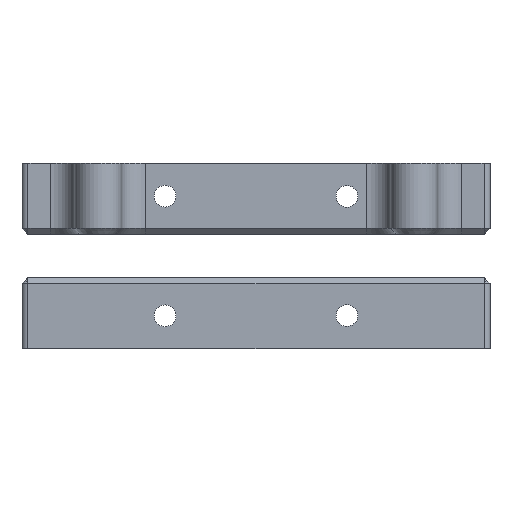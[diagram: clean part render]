
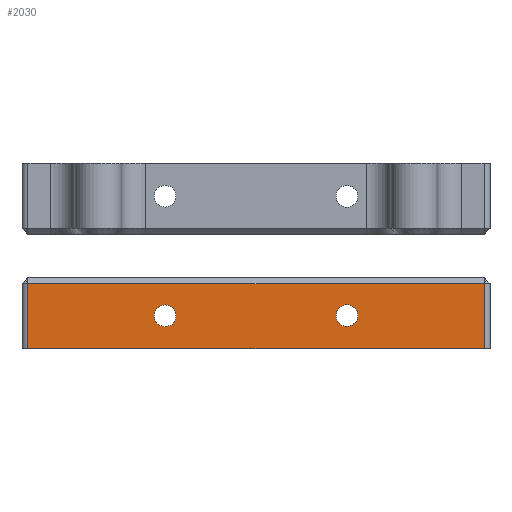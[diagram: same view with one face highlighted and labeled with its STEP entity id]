
A CAD part, front view. The second image highlights one B-rep face of the part: STEP entity #2030.
In plain terms, the highlighted planar face has unit normal (0, -1, 0).
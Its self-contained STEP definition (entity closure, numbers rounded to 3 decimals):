
#32=FACE_BOUND('',#332,.T.);
#33=FACE_BOUND('',#333,.T.);
#188=FACE_OUTER_BOUND('',#331,.T.);
#331=EDGE_LOOP('',(#1632,#1633,#1634,#1635));
#332=EDGE_LOOP('',(#1636));
#333=EDGE_LOOP('',(#1637));
#434=LINE('',#3039,#612);
#463=LINE('',#3178,#641);
#467=LINE('',#3188,#645);
#479=LINE('',#3222,#657);
#612=VECTOR('',#2401,10.);
#641=VECTOR('',#2532,10.);
#645=VECTOR('',#2542,10.);
#657=VECTOR('',#2572,10.);
#808=CIRCLE('',#2191,2.75);
#811=CIRCLE('',#2196,2.75);
#885=VERTEX_POINT('',#3033);
#887=VERTEX_POINT('',#3037);
#924=VERTEX_POINT('',#3177);
#927=VERTEX_POINT('',#3187);
#942=VERTEX_POINT('',#3226);
#945=VERTEX_POINT('',#3236);
#1074=EDGE_CURVE('',#887,#885,#434,.T.);
#1134=EDGE_CURVE('',#885,#924,#463,.T.);
#1139=EDGE_CURVE('',#924,#927,#467,.T.);
#1157=EDGE_CURVE('',#927,#887,#479,.T.);
#1160=EDGE_CURVE('',#942,#942,#808,.T.);
#1165=EDGE_CURVE('',#945,#945,#811,.T.);
#1632=ORIENTED_EDGE('',*,*,#1074,.F.);
#1633=ORIENTED_EDGE('',*,*,#1157,.F.);
#1634=ORIENTED_EDGE('',*,*,#1139,.F.);
#1635=ORIENTED_EDGE('',*,*,#1134,.F.);
#1636=ORIENTED_EDGE('',*,*,#1160,.T.);
#1637=ORIENTED_EDGE('',*,*,#1165,.T.);
#1932=PLANE('',#2227);
#2030=ADVANCED_FACE('',(#188,#32,#33),#1932,.T.);
#2191=AXIS2_PLACEMENT_3D('',#3228,#2578,#2579);
#2196=AXIS2_PLACEMENT_3D('',#3238,#2590,#2591);
#2227=AXIS2_PLACEMENT_3D('',#3308,#2676,#2677);
#2401=DIRECTION('',(1.,0.,0.));
#2532=DIRECTION('',(0.,0.,-1.));
#2542=DIRECTION('',(-1.,0.,0.));
#2572=DIRECTION('',(0.,0.,1.));
#2578=DIRECTION('center_axis',(0.,1.,0.));
#2579=DIRECTION('ref_axis',(0.,0.,1.));
#2590=DIRECTION('center_axis',(0.,1.,0.));
#2591=DIRECTION('ref_axis',(0.,0.,1.));
#2676=DIRECTION('center_axis',(0.,-1.,0.));
#2677=DIRECTION('ref_axis',(1.,0.,0.));
#3033=CARTESIAN_POINT('',(57.7,-6.,2.5));
#3037=CARTESIAN_POINT('',(-57.7,-6.,2.5));
#3039=CARTESIAN_POINT('',(-55.4,-6.,2.5));
#3177=CARTESIAN_POINT('',(57.7,-6.,-14.));
#3178=CARTESIAN_POINT('',(57.7,-6.,0.));
#3187=CARTESIAN_POINT('',(-57.7,-6.,-14.));
#3188=CARTESIAN_POINT('',(59.2,-6.,-14.));
#3222=CARTESIAN_POINT('',(-57.7,-6.,0.));
#3226=CARTESIAN_POINT('',(-23.,-6.,-8.374));
#3228=CARTESIAN_POINT('Origin',(-23.,-6.,-5.624));
#3236=CARTESIAN_POINT('',(23.,-6.,-8.338));
#3238=CARTESIAN_POINT('Origin',(23.,-6.,-5.588));
#3308=CARTESIAN_POINT('Origin',(-59.2,-6.,0.));
